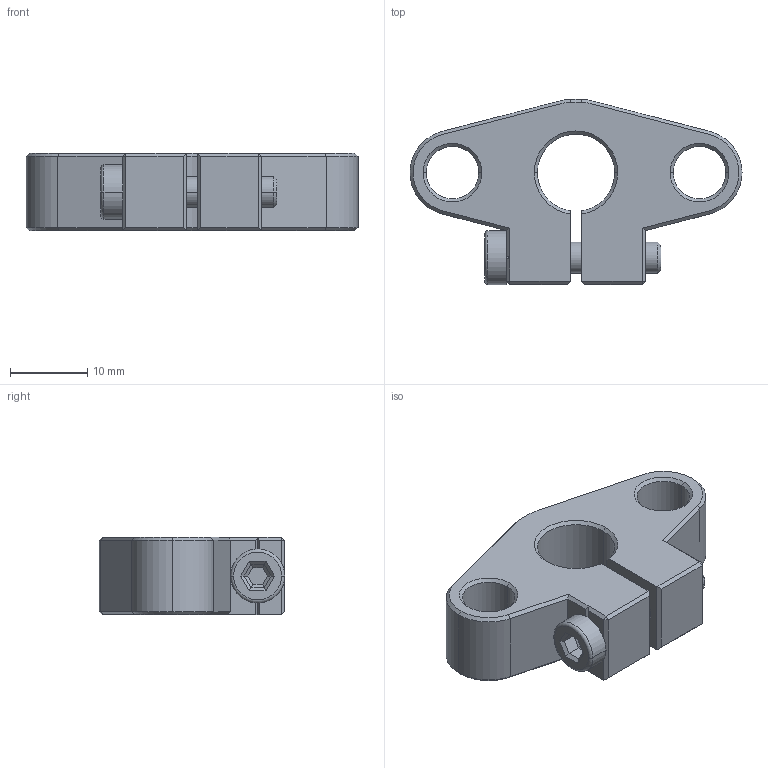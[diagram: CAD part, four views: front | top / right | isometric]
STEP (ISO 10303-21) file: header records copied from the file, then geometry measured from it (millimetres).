
FILE_DESCRIPTION (( 'STEP AP203' ), '1' );
FILE_NAME ('SHF10.STEP', '2018-02-21T22:21:10', ( 'Admin' ), ( '' ), 'SwSTEP 2.0', 'SolidWorks 2013', '' );
FILE_SCHEMA (( 'CONFIG_CONTROL_DESIGN' ));
Length unit declared in the file: millimetre
Products named in the file (1): SHF10
Bounding box: 43 x 24 x 10 mm (x, y, z)
Volume: 5412.6 mm3; surface area: 3579 mm2
Topology: 2 solids, 2 shells, 111 faces, 255 edges, 149 vertices
Faces by surface type: plane 63, cone 26, cylinder 20, torus 2
Entity records: 3151 total; most frequent: DIRECTION 542, CARTESIAN_POINT 540, ORIENTED_EDGE 510, EDGE_CURVE 255, AXIS2_PLACEMENT_3D 183, LINE 176, VECTOR 176, VERTEX_POINT 149
